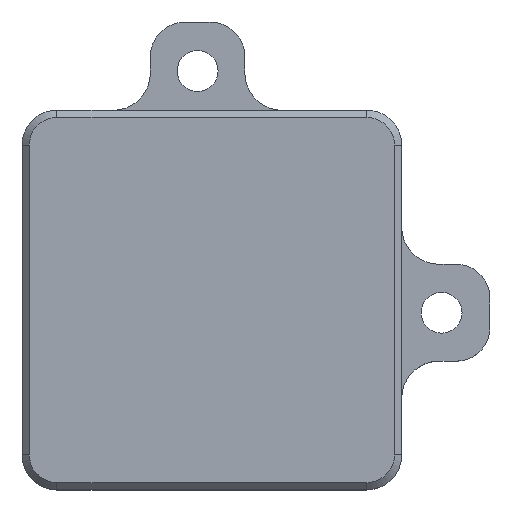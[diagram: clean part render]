
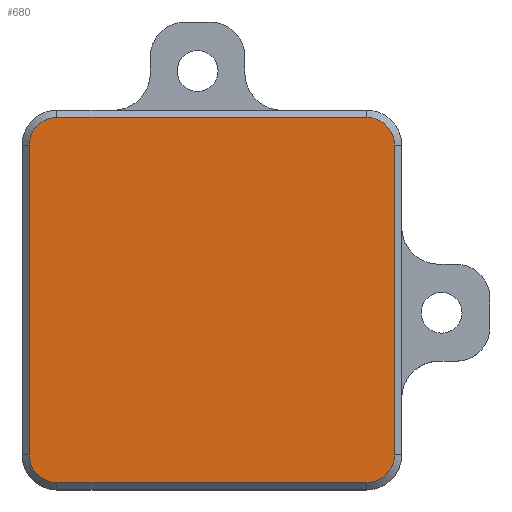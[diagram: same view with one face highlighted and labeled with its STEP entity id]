
A CAD part, top view. The second image highlights one B-rep face of the part: STEP entity #680.
In plain terms, the highlighted planar face has unit normal (0, 0, 1).
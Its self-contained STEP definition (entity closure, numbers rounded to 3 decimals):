
#35=LINE('',#1093,#99);
#38=LINE('',#1100,#102);
#39=LINE('',#1104,#103);
#40=LINE('',#1108,#104);
#99=VECTOR('',#865,12.9);
#102=VECTOR('',#872,12.9);
#103=VECTOR('',#875,12.9);
#104=VECTOR('',#878,12.9);
#174=FACE_OUTER_BOUND('',#217,.T.);
#217=EDGE_LOOP('',(#495,#496,#497,#498,#499,#500,#501,#502));
#271=CIRCLE('',#751,1.15);
#272=CIRCLE('',#752,1.15);
#273=CIRCLE('',#753,1.15);
#274=CIRCLE('',#754,1.15);
#321=VERTEX_POINT('',#1091);
#322=VERTEX_POINT('',#1092);
#323=VERTEX_POINT('',#1097);
#324=VERTEX_POINT('',#1099);
#325=VERTEX_POINT('',#1101);
#326=VERTEX_POINT('',#1103);
#327=VERTEX_POINT('',#1105);
#328=VERTEX_POINT('',#1107);
#387=EDGE_CURVE('',#321,#322,#35,.T.);
#390=EDGE_CURVE('',#323,#322,#271,.T.);
#391=EDGE_CURVE('',#323,#324,#38,.T.);
#392=EDGE_CURVE('',#325,#324,#272,.T.);
#393=EDGE_CURVE('',#325,#326,#39,.T.);
#394=EDGE_CURVE('',#327,#326,#273,.T.);
#395=EDGE_CURVE('',#327,#328,#40,.T.);
#396=EDGE_CURVE('',#321,#328,#274,.T.);
#495=ORIENTED_EDGE('',*,*,#390,.F.);
#496=ORIENTED_EDGE('',*,*,#391,.T.);
#497=ORIENTED_EDGE('',*,*,#392,.F.);
#498=ORIENTED_EDGE('',*,*,#393,.T.);
#499=ORIENTED_EDGE('',*,*,#394,.F.);
#500=ORIENTED_EDGE('',*,*,#395,.T.);
#501=ORIENTED_EDGE('',*,*,#396,.F.);
#502=ORIENTED_EDGE('',*,*,#387,.T.);
#659=PLANE('',#750);
#680=ADVANCED_FACE('',(#174),#659,.F.);
#750=AXIS2_PLACEMENT_3D('',#1096,#868,#869);
#751=AXIS2_PLACEMENT_3D('',#1098,#870,#871);
#752=AXIS2_PLACEMENT_3D('',#1102,#873,#874);
#753=AXIS2_PLACEMENT_3D('',#1106,#876,#877);
#754=AXIS2_PLACEMENT_3D('',#1109,#879,#880);
#865=DIRECTION('',(1.,0.,0.));
#868=DIRECTION('center_axis',(0.,0.,-1.));
#869=DIRECTION('ref_axis',(1.,0.,0.));
#870=DIRECTION('center_axis',(0.,0.,-1.));
#871=DIRECTION('ref_axis',(1.,0.,0.));
#872=DIRECTION('',(0.,1.,0.));
#873=DIRECTION('center_axis',(0.,0.,-1.));
#874=DIRECTION('ref_axis',(0.707,0.707,0.));
#875=DIRECTION('',(-1.,0.,0.));
#876=DIRECTION('center_axis',(0.,0.,-1.));
#877=DIRECTION('ref_axis',(-1.,0.,0.));
#878=DIRECTION('',(0.,-1.,0.));
#879=DIRECTION('center_axis',(0.,0.,-1.));
#880=DIRECTION('ref_axis',(0.,-1.,0.));
#1091=CARTESIAN_POINT('',(621.802,560.932,6.766));
#1092=CARTESIAN_POINT('',(634.702,560.932,6.766));
#1093=CARTESIAN_POINT('',(621.802,560.932,6.766));
#1096=CARTESIAN_POINT('Origin',(629.935,570.244,6.766));
#1097=CARTESIAN_POINT('',(635.852,562.082,6.766));
#1098=CARTESIAN_POINT('Origin',(634.702,562.082,6.766));
#1099=CARTESIAN_POINT('',(635.852,574.982,6.766));
#1100=CARTESIAN_POINT('',(635.852,562.082,6.766));
#1101=CARTESIAN_POINT('',(634.702,576.132,6.766));
#1102=CARTESIAN_POINT('Origin',(634.702,574.982,6.766));
#1103=CARTESIAN_POINT('',(621.802,576.132,6.766));
#1104=CARTESIAN_POINT('',(634.702,576.132,6.766));
#1105=CARTESIAN_POINT('',(620.652,574.982,6.766));
#1106=CARTESIAN_POINT('Origin',(621.802,574.982,6.766));
#1107=CARTESIAN_POINT('',(620.652,562.082,6.766));
#1108=CARTESIAN_POINT('',(620.652,574.982,6.766));
#1109=CARTESIAN_POINT('Origin',(621.802,562.082,6.766));
